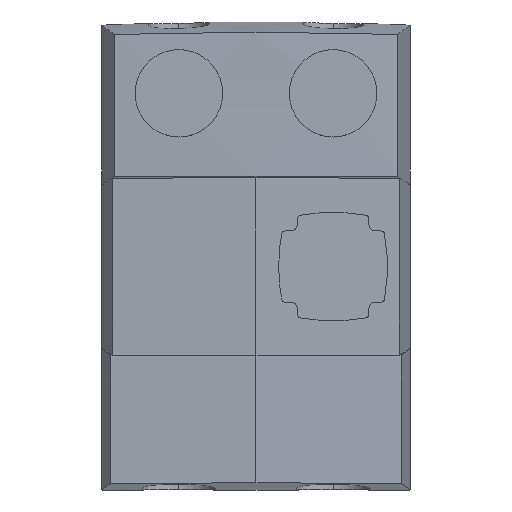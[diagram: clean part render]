
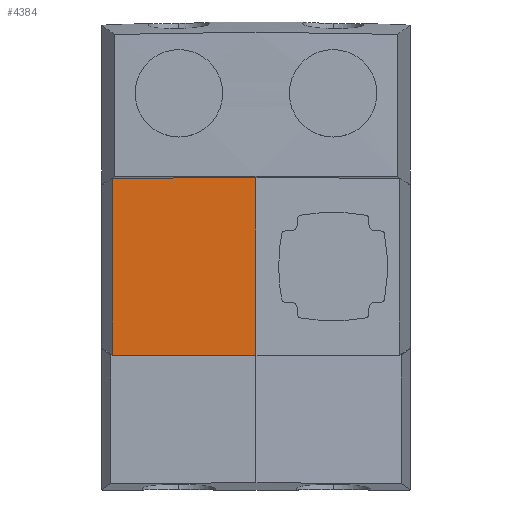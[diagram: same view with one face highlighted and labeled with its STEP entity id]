
A CAD part, top view. The second image highlights one B-rep face of the part: STEP entity #4384.
In plain terms, the highlighted cylindrical face has radius 2500 mm (diameter 5000 mm), a partial arc.
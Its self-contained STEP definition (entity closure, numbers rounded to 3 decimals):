
#109 = CARTESIAN_POINT ( 'NONE',  ( -58.233, -72.055, 91.729 ) ) ;
#478 = ORIENTED_EDGE ( 'NONE', *, *, #3666, .F. ) ;
#1044 = CARTESIAN_POINT ( 'NONE',  ( 0., -80., -2407.818 ) ) ;
#1144 = CARTESIAN_POINT ( 'NONE',  ( -116.333, 71.751, 89.474 ) ) ;
#1162 = CARTESIAN_POINT ( 'NONE',  ( -19.422, -72.116, 92.182 ) ) ;
#1224 = ORIENTED_EDGE ( 'NONE', *, *, #6667, .F. ) ;
#1532 = DIRECTION ( 'NONE',  ( 0., 1., 0. ) ) ;
#1601 = FACE_OUTER_BOUND ( 'NONE', #2449, .T. ) ;
#1606 = VERTEX_POINT ( 'NONE', #2939 ) ;
#1616 = VECTOR ( 'NONE', #3086, 1000. ) ;
#1723 = B_SPLINE_CURVE_WITH_KNOTS ( 'NONE', 3,
 ( #4930, #4898, #3896, #2846 ),
 .UNSPECIFIED., .F., .F.,
 ( 4, 4 ),
 ( 0.014, 0.13 ),
 .UNSPECIFIED. ) ;
#2113 = B_SPLINE_CURVE_WITH_KNOTS ( 'NONE', 3,
 ( #4710, #1162, #109, #5230, #3741 ),
 .UNSPECIFIED., .F., .F.,
 ( 4, 1, 4 ),
 ( 9.558, 9.616, 9.674 ),
 .UNSPECIFIED. ) ;
#2241 = LINE ( 'NONE', #2276, #3345 ) ;
#2276 = CARTESIAN_POINT ( 'NONE',  ( 0., -80., 92.182 ) ) ;
#2449 = EDGE_LOOP ( 'NONE', ( #1224, #6104, #6641, #478 ) ) ;
#2846 = CARTESIAN_POINT ( 'NONE',  ( 0., 72.116, 92.182 ) ) ;
#2939 = CARTESIAN_POINT ( 'NONE',  ( 0., 72.116, 92.182 ) ) ;
#3086 = DIRECTION ( 'NONE',  ( 0., 1., 0. ) ) ;
#3197 = CARTESIAN_POINT ( 'NONE',  ( -116.333, -71.751, 89.474 ) ) ;
#3345 = VECTOR ( 'NONE', #4345, 1000. ) ;
#3589 = CARTESIAN_POINT ( 'NONE',  ( 0., -72.116, 92.182 ) ) ;
#3618 = DIRECTION ( 'NONE',  ( 0., 0., 1. ) ) ;
#3666 = EDGE_CURVE ( 'NONE', #6142, #6141, #3739, .T. ) ;
#3739 = LINE ( 'NONE', #4578, #1616 ) ;
#3741 = CARTESIAN_POINT ( 'NONE',  ( -116.333, -71.751, 89.474 ) ) ;
#3753 = EDGE_CURVE ( 'NONE', #5274, #1606, #2241, .T. ) ;
#3896 = CARTESIAN_POINT ( 'NONE',  ( -38.778, 72.116, 92.182 ) ) ;
#4345 = DIRECTION ( 'NONE',  ( 0., 1., 0. ) ) ;
#4384 = ADVANCED_FACE ( 'NONE', ( #1601 ), #4770, .T. ) ;
#4578 = CARTESIAN_POINT ( 'NONE',  ( -116.333, -80., 89.474 ) ) ;
#4710 = CARTESIAN_POINT ( 'NONE',  ( 0., -72.116, 92.182 ) ) ;
#4770 = CYLINDRICAL_SURFACE ( 'NONE', #5636, 2500. ) ;
#4898 = CARTESIAN_POINT ( 'NONE',  ( -77.555, 71.994, 91.28 ) ) ;
#4930 = CARTESIAN_POINT ( 'NONE',  ( -116.333, 71.751, 89.474 ) ) ;
#5230 = CARTESIAN_POINT ( 'NONE',  ( -96.977, -71.872, 90.376 ) ) ;
#5274 = VERTEX_POINT ( 'NONE', #3589 ) ;
#5636 = AXIS2_PLACEMENT_3D ( 'NONE', #1044, #1532, #3618 ) ;
#6104 = ORIENTED_EDGE ( 'NONE', *, *, #3753, .T. ) ;
#6141 = VERTEX_POINT ( 'NONE', #1144 ) ;
#6142 = VERTEX_POINT ( 'NONE', #3197 ) ;
#6174 = EDGE_CURVE ( 'NONE', #6141, #1606, #1723, .T. ) ;
#6641 = ORIENTED_EDGE ( 'NONE', *, *, #6174, .F. ) ;
#6667 = EDGE_CURVE ( 'NONE', #5274, #6142, #2113, .T. ) ;
